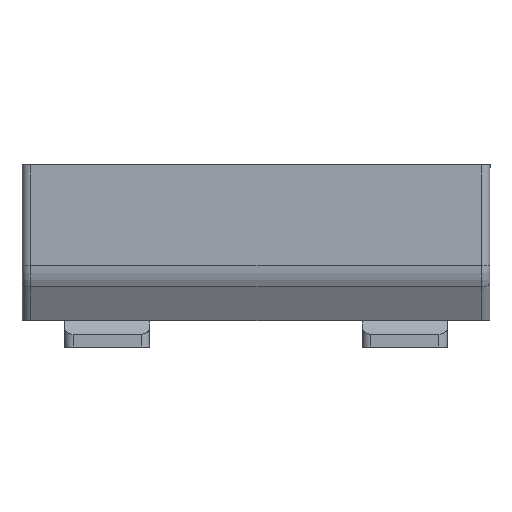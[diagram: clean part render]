
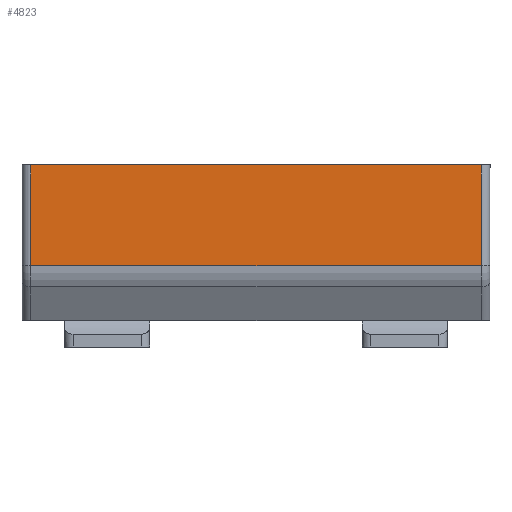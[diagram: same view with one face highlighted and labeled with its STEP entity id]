
A CAD part, front view. The second image highlights one B-rep face of the part: STEP entity #4823.
In plain terms, the highlighted planar face has unit normal (0, -1, 0).
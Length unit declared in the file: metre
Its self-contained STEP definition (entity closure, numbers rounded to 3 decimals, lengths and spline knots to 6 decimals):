
#915=ORIENTED_EDGE('',*,*,#2209,.F.);
#916=ORIENTED_EDGE('',*,*,#2310,.T.);
#917=ORIENTED_EDGE('',*,*,#2221,.F.);
#918=ORIENTED_EDGE('',*,*,#2311,.F.);
#2209=EDGE_CURVE('',#2916,#2917,#3332,.T.);
#2221=EDGE_CURVE('',#2922,#2923,#3337,.T.);
#2310=EDGE_CURVE('',#2916,#2923,#3395,.T.);
#2311=EDGE_CURVE('',#2917,#2922,#3396,.T.);
#2916=VERTEX_POINT('',#7610);
#2917=VERTEX_POINT('',#7612);
#2922=VERTEX_POINT('',#7629);
#2923=VERTEX_POINT('',#7633);
#3332=LINE('',#7611,#3726);
#3337=LINE('',#7634,#3731);
#3395=LINE('',#7850,#3789);
#3396=LINE('',#7851,#3790);
#3726=VECTOR('',#5972,1.);
#3731=VECTOR('',#5999,1.);
#3789=VECTOR('',#6153,1.);
#3790=VECTOR('',#6154,1.);
#4061=EDGE_LOOP('',(#915,#916,#917,#918));
#4383=FACE_BOUND('',#4061,.T.);
#4677=PLANE('',#5239);
#4823=ADVANCED_FACE('',(#4383),#4677,.T.);
#5239=AXIS2_PLACEMENT_3D('',#7849,#6151,#6152);
#5972=DIRECTION('',(0.,0.,-1.));
#5999=DIRECTION('',(0.,0.,1.));
#6151=DIRECTION('',(0.,-1.,0.));
#6152=DIRECTION('',(0.,0.,1.));
#6153=DIRECTION('',(-1.,0.,0.));
#6154=DIRECTION('',(-1.,0.,0.));
#7610=CARTESIAN_POINT('',(0.014,0.7465,-0.016794));
#7611=CARTESIAN_POINT('',(0.014,0.7465,-0.026912));
#7612=CARTESIAN_POINT('',(0.014,0.7465,-0.028613));
#7629=CARTESIAN_POINT('',(-0.039,0.7465,-0.028613));
#7633=CARTESIAN_POINT('',(-0.039,0.7465,-0.016794));
#7634=CARTESIAN_POINT('',(-0.039,0.7465,-0.026912));
#7849=CARTESIAN_POINT('',(0.015,0.7465,-0.028077));
#7850=CARTESIAN_POINT('',(0.015,0.7465,-0.016794));
#7851=CARTESIAN_POINT('',(0.015,0.7465,-0.028613));
